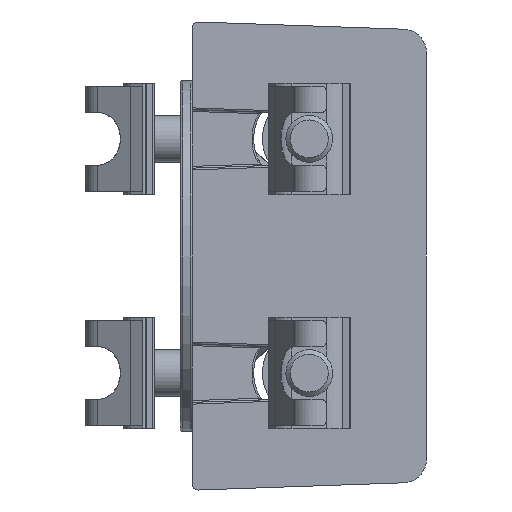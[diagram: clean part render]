
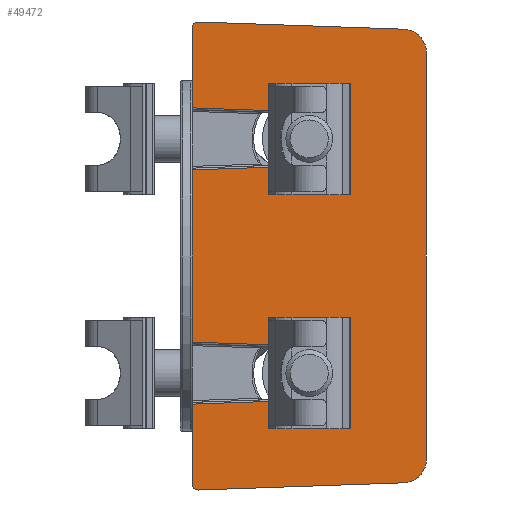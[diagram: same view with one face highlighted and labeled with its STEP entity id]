
A CAD part, front view. The second image highlights one B-rep face of the part: STEP entity #49472.
In plain terms, the highlighted planar face has unit normal (0, -1, 0).
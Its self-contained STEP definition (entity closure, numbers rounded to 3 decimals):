
#761=PLANE('',#53633);
#2997=LINE('',#76618,#6745);
#3001=LINE('',#76734,#6749);
#3015=LINE('',#77253,#6763);
#3025=LINE('',#77362,#6773);
#3027=LINE('',#77368,#6775);
#3031=LINE('',#77384,#6779);
#3035=LINE('',#77400,#6783);
#3036=LINE('',#77403,#6784);
#3037=LINE('',#77405,#6785);
#3038=LINE('',#77408,#6786);
#6745=VECTOR('',#61382,1000.);
#6749=VECTOR('',#61388,1000.);
#6763=VECTOR('',#61408,1000.);
#6773=VECTOR('',#61438,1000.);
#6775=VECTOR('',#61442,1000.);
#6779=VECTOR('',#61454,1000.);
#6783=VECTOR('',#61468,1000.);
#6784=VECTOR('',#61471,1000.);
#6785=VECTOR('',#61472,1000.);
#6786=VECTOR('',#61475,1000.);
#10344=FACE_OUTER_BOUND('',#13059,.T.);
#13059=EDGE_LOOP('',(#35001,#35002,#35003,#35004,#35005,#35006,#35007,#35008,
#35009,#35010,#35011,#35012,#35013,#35014,#35015,#35016));
#16604=CIRCLE('',#52090,1.);
#17875=CIRCLE('',#53634,4.55);
#17876=CIRCLE('',#53635,4.55);
#17877=CIRCLE('',#53636,1.);
#17878=CIRCLE('',#53637,4.);
#17879=CIRCLE('',#53638,4.);
#19663=VERTEX_POINT('',#73037);
#19664=VERTEX_POINT('',#73038);
#21187=VERTEX_POINT('',#76617);
#21191=VERTEX_POINT('',#76732);
#21192=VERTEX_POINT('',#76733);
#21210=VERTEX_POINT('',#77246);
#21213=VERTEX_POINT('',#77251);
#21232=VERTEX_POINT('',#77361);
#21234=VERTEX_POINT('',#77365);
#21235=VERTEX_POINT('',#77367);
#21242=VERTEX_POINT('',#77381);
#21243=VERTEX_POINT('',#77383);
#21250=VERTEX_POINT('',#77399);
#21251=VERTEX_POINT('',#77401);
#21252=VERTEX_POINT('',#77404);
#21253=VERTEX_POINT('',#77406);
#24934=EDGE_CURVE('',#19663,#19664,#16604,.T.);
#26715=EDGE_CURVE('',#19663,#21187,#2997,.T.);
#26720=EDGE_CURVE('',#21191,#21192,#3001,.T.);
#26745=EDGE_CURVE('',#21213,#21210,#3015,.T.);
#26767=EDGE_CURVE('',#19664,#21232,#3025,.T.);
#26770=EDGE_CURVE('',#21235,#21234,#3027,.T.);
#26778=EDGE_CURVE('',#21243,#21242,#3031,.T.);
#26786=EDGE_CURVE('',#21232,#21250,#3035,.T.);
#26787=EDGE_CURVE('',#21250,#21251,#17875,.T.);
#26788=EDGE_CURVE('',#21251,#21243,#3036,.T.);
#26789=EDGE_CURVE('',#21242,#21252,#3037,.T.);
#26790=EDGE_CURVE('',#21252,#21253,#17876,.T.);
#26791=EDGE_CURVE('',#21253,#21235,#3038,.T.);
#26792=EDGE_CURVE('',#21234,#21191,#17877,.T.);
#26793=EDGE_CURVE('',#21192,#21210,#17878,.T.);
#26794=EDGE_CURVE('',#21213,#21187,#17879,.T.);
#35001=ORIENTED_EDGE('',*,*,#26715,.F.);
#35002=ORIENTED_EDGE('',*,*,#24934,.T.);
#35003=ORIENTED_EDGE('',*,*,#26767,.T.);
#35004=ORIENTED_EDGE('',*,*,#26786,.T.);
#35005=ORIENTED_EDGE('',*,*,#26787,.T.);
#35006=ORIENTED_EDGE('',*,*,#26788,.T.);
#35007=ORIENTED_EDGE('',*,*,#26778,.T.);
#35008=ORIENTED_EDGE('',*,*,#26789,.T.);
#35009=ORIENTED_EDGE('',*,*,#26790,.T.);
#35010=ORIENTED_EDGE('',*,*,#26791,.T.);
#35011=ORIENTED_EDGE('',*,*,#26770,.T.);
#35012=ORIENTED_EDGE('',*,*,#26792,.T.);
#35013=ORIENTED_EDGE('',*,*,#26720,.T.);
#35014=ORIENTED_EDGE('',*,*,#26793,.T.);
#35015=ORIENTED_EDGE('',*,*,#26745,.F.);
#35016=ORIENTED_EDGE('',*,*,#26794,.T.);
#49472=ADVANCED_FACE('',(#10344),#761,.F.);
#52090=AXIS2_PLACEMENT_3D('',#73039,#57824,#57825);
#53633=AXIS2_PLACEMENT_3D('',#77398,#61466,#61467);
#53634=AXIS2_PLACEMENT_3D('',#77402,#61469,#61470);
#53635=AXIS2_PLACEMENT_3D('',#77407,#61473,#61474);
#53636=AXIS2_PLACEMENT_3D('',#77409,#61476,#61477);
#53637=AXIS2_PLACEMENT_3D('',#77410,#61478,#61479);
#53638=AXIS2_PLACEMENT_3D('',#77411,#61480,#61481);
#57824=DIRECTION('center_axis',(0.,-1.,0.));
#57825=DIRECTION('ref_axis',(-1.,0.,0.));
#61382=DIRECTION('',(0.999,0.,-0.035));
#61388=DIRECTION('',(0.999,0.,0.035));
#61408=DIRECTION('',(0.,0.,-1.));
#61438=DIRECTION('',(0.,0.,-1.));
#61442=DIRECTION('',(0.,0.,-1.));
#61454=DIRECTION('',(0.,0.,-1.));
#61466=DIRECTION('center_axis',(0.,1.,0.));
#61467=DIRECTION('ref_axis',(-1.,0.,0.));
#61468=DIRECTION('',(0.999,0.,-0.035));
#61469=DIRECTION('center_axis',(0.,1.,0.));
#61470=DIRECTION('ref_axis',(-1.,0.,0.));
#61471=DIRECTION('',(-0.999,0.,-0.035));
#61472=DIRECTION('',(0.999,0.,-0.035));
#61473=DIRECTION('center_axis',(0.,1.,0.));
#61474=DIRECTION('ref_axis',(-1.,0.,0.));
#61475=DIRECTION('',(-0.999,0.,-0.035));
#61476=DIRECTION('center_axis',(0.,-1.,0.));
#61477=DIRECTION('ref_axis',(-1.,0.,0.));
#61478=DIRECTION('center_axis',(0.,-1.,0.));
#61479=DIRECTION('ref_axis',(-1.,0.,0.));
#61480=DIRECTION('center_axis',(0.,-1.,0.));
#61481=DIRECTION('ref_axis',(-1.,0.,0.));
#73037=CARTESIAN_POINT('',(-38.965,0.,39.964));
#73038=CARTESIAN_POINT('',(-40.,0.,38.964));
#73039=CARTESIAN_POINT('Origin',(-39.,0.,38.964));
#76617=CARTESIAN_POINT('',(-3.86,0.,38.738));
#76618=CARTESIAN_POINT('',(-40.,0.,40.));
#76732=CARTESIAN_POINT('',(-38.965,0.,-39.964));
#76733=CARTESIAN_POINT('',(-3.86,0.,-38.738));
#76734=CARTESIAN_POINT('',(-40.,0.,-40.));
#77246=CARTESIAN_POINT('',(0.,0.,-34.74));
#77251=CARTESIAN_POINT('',(0.,0.,34.74));
#77253=CARTESIAN_POINT('',(0.,0.,40.));
#77361=CARTESIAN_POINT('',(-40.,0.,25.295));
#77362=CARTESIAN_POINT('',(-40.,0.,40.));
#77365=CARTESIAN_POINT('',(-40.,0.,-38.964));
#77367=CARTESIAN_POINT('',(-40.,0.,-25.295));
#77368=CARTESIAN_POINT('',(-40.,0.,40.));
#77381=CARTESIAN_POINT('',(-40.,0.,-14.705));
#77383=CARTESIAN_POINT('',(-40.,0.,14.705));
#77384=CARTESIAN_POINT('',(-40.,0.,40.));
#77398=CARTESIAN_POINT('Origin',(0.,0.,40.));
#77399=CARTESIAN_POINT('',(-18.591,0.,24.547));
#77400=CARTESIAN_POINT('',(-0.562,0.,23.918));
#77401=CARTESIAN_POINT('',(-18.591,0.,15.453));
#77402=CARTESIAN_POINT('Origin',(-18.75,0.,20.));
#77403=CARTESIAN_POINT('',(0.834,0.,16.131));
#77404=CARTESIAN_POINT('',(-18.591,0.,-15.453));
#77405=CARTESIAN_POINT('',(-1.957,0.,-16.034));
#77406=CARTESIAN_POINT('',(-18.591,0.,-24.547));
#77407=CARTESIAN_POINT('Origin',(-18.75,0.,-20.));
#77408=CARTESIAN_POINT('',(2.229,0.,-23.82));
#77409=CARTESIAN_POINT('Origin',(-39.,0.,-38.964));
#77410=CARTESIAN_POINT('Origin',(-4.,0.,-34.74));
#77411=CARTESIAN_POINT('Origin',(-4.,0.,34.74));
